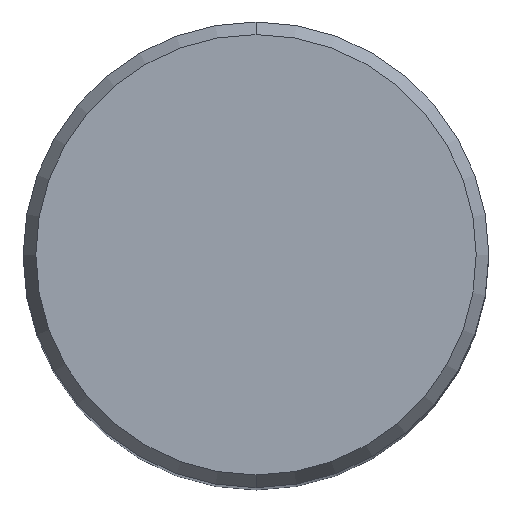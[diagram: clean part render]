
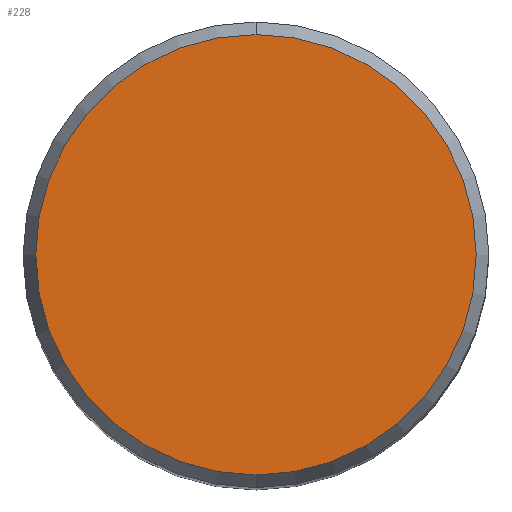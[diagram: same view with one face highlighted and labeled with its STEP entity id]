
A CAD part, top view. The second image highlights one B-rep face of the part: STEP entity #228.
In plain terms, the highlighted planar face has unit normal (0, 0, 1).
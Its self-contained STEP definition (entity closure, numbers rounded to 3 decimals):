
#110=VERTEX_POINT('',#288);
#142=EDGE_CURVE('',#110,#204,#325,.T.);
#200=EDGE_CURVE('',#204,#110,#389,.T.);
#204=VERTEX_POINT('',#393);
#228=ADVANCED_FACE('',(#421),#422,.T.);
#288=CARTESIAN_POINT('',(0.,-12.012,0.0));
#325=CIRCLE('',#519,12.012);
#389=CIRCLE('',#605,12.012);
#393=CARTESIAN_POINT('',(0.0,12.012,0.0));
#421=FACE_OUTER_BOUND('',#646,.T.);
#422=PLANE('',#647);
#519=AXIS2_PLACEMENT_3D('',#770,#771,#772);
#605=AXIS2_PLACEMENT_3D('',#844,#845,#846);
#646=EDGE_LOOP('',(#889,#890));
#647=AXIS2_PLACEMENT_3D('',#891,#892,#893);
#770=CARTESIAN_POINT('',(0.0,0.0,0.0));
#771=DIRECTION('',(0.0,0.0,-1.0));
#772=DIRECTION('',(0.0,1.0,0.0));
#844=CARTESIAN_POINT('',(0.0,0.0,0.0));
#845=DIRECTION('',(0.0,0.0,-1.0));
#846=DIRECTION('',(0.0,1.0,0.0));
#889=ORIENTED_EDGE('',*,*,#200,.F.);
#890=ORIENTED_EDGE('',*,*,#142,.F.);
#891=CARTESIAN_POINT('',(0.0,6.006,0.0));
#892=DIRECTION('',(-0.0,0.0,1.0));
#893=DIRECTION('',(0.0,-1.0,0.0));
